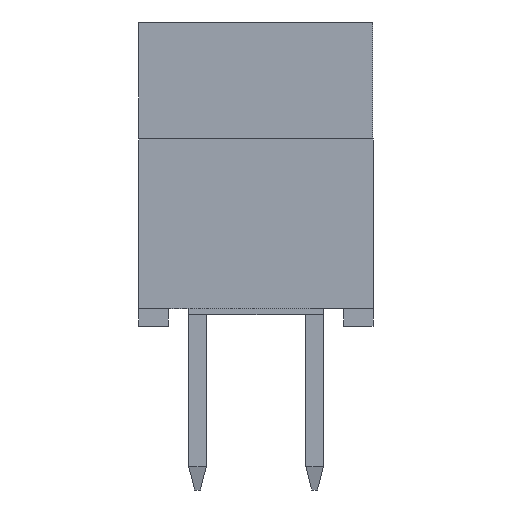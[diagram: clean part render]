
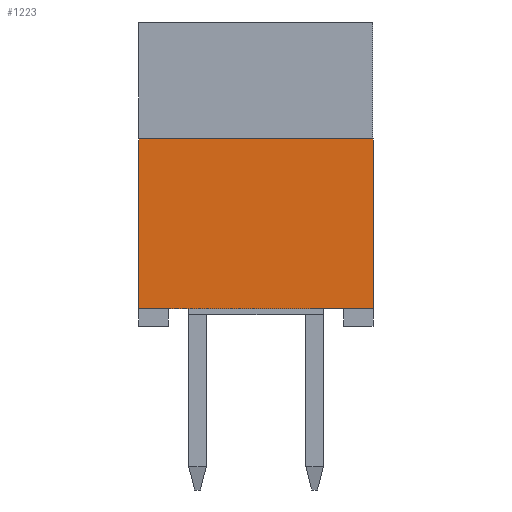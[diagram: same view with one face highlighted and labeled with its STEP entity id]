
A CAD part, left-side view. The second image highlights one B-rep face of the part: STEP entity #1223.
In plain terms, the highlighted planar face has unit normal (-1, 0, 0).
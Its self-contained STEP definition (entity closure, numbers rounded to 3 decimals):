
#1223 = ADVANCED_FACE( '', ( #2481 ), #2482, .T. );
#2481 = FACE_OUTER_BOUND( '', #3782, .T. );
#2482 = PLANE( '', #3783 );
#3782 = EDGE_LOOP( '', ( #7159, #7160, #7161, #7162 ) );
#3783 = AXIS2_PLACEMENT_3D( '', #7163, #7164, #7165 );
#7159 = ORIENTED_EDGE( '', *, *, #9624, .T. );
#7160 = ORIENTED_EDGE( '', *, *, #8627, .T. );
#7161 = ORIENTED_EDGE( '', *, *, #8845, .T. );
#7162 = ORIENTED_EDGE( '', *, *, #9560, .T. );
#7163 = CARTESIAN_POINT( '', ( -12.05, 0., 0. ) );
#7164 = DIRECTION( '', ( -1., 0., 0. ) );
#7165 = DIRECTION( '', ( 0., 0., 1. ) );
#8627 = EDGE_CURVE( '', #10546, #10547, #10548, .T. );
#8845 = EDGE_CURVE( '', #10547, #10913, #10914, .T. );
#9560 = EDGE_CURVE( '', #10913, #11994, #11996, .T. );
#9624 = EDGE_CURVE( '', #11994, #10546, #12078, .T. );
#10546 = VERTEX_POINT( '', #13286 );
#10547 = VERTEX_POINT( '', #13287 );
#10548 = LINE( '', #13288, #13289 );
#10913 = VERTEX_POINT( '', #13812 );
#10914 = LINE( '', #13813, #13814 );
#11994 = VERTEX_POINT( '', #15400 );
#11996 = LINE( '', #15403, #15404 );
#12078 = LINE( '', #15527, #15528 );
#13286 = CARTESIAN_POINT( '', ( -12.05, -2., 1.45 ) );
#13287 = CARTESIAN_POINT( '', ( -12.05, 2., 1.45 ) );
#13288 = CARTESIAN_POINT( '', ( -12.05, -2., 1.45 ) );
#13289 = VECTOR( '', #16412, 1000. );
#13812 = CARTESIAN_POINT( '', ( -12.05, 2., -1.45 ) );
#13813 = CARTESIAN_POINT( '', ( -12.05, 2., 1.45 ) );
#13814 = VECTOR( '', #16640, 1000. );
#15400 = CARTESIAN_POINT( '', ( -12.05, -2., -1.45 ) );
#15403 = CARTESIAN_POINT( '', ( -12.05, 2., -1.45 ) );
#15404 = VECTOR( '', #17361, 1000. );
#15527 = CARTESIAN_POINT( '', ( -12.05, -2., -1.45 ) );
#15528 = VECTOR( '', #17424, 1000. );
#16412 = DIRECTION( '', ( 0., 1., 0. ) );
#16640 = DIRECTION( '', ( 0., 0., -1. ) );
#17361 = DIRECTION( '', ( 0., -1., 0. ) );
#17424 = DIRECTION( '', ( 0., 0., 1. ) );
